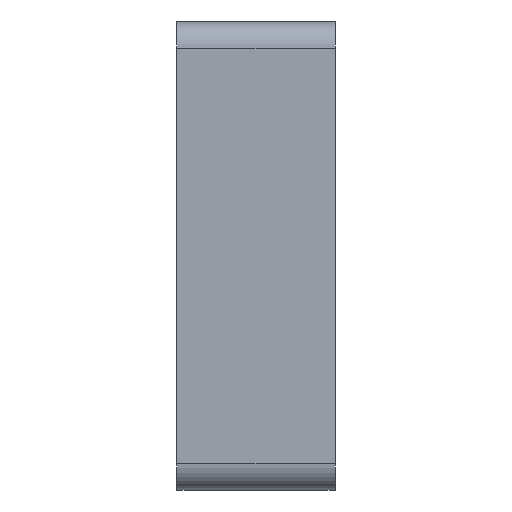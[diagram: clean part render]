
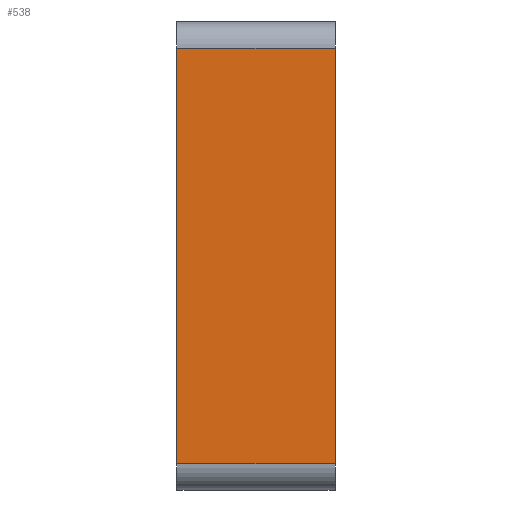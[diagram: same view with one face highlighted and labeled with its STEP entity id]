
A CAD part, front view. The second image highlights one B-rep face of the part: STEP entity #538.
In plain terms, the highlighted planar face has unit normal (0, -1, 0).
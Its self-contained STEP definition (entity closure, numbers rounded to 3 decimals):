
#47=LINE('',#853,#95);
#54=LINE('',#873,#102);
#57=LINE('',#880,#105);
#59=LINE('',#883,#107);
#95=VECTOR('',#692,76.2);
#102=VECTOR('',#717,200.025);
#105=VECTOR('',#724,200.025);
#107=VECTOR('',#728,76.2);
#129=PLANE('',#593);
#179=FACE_OUTER_BOUND('',#225,.T.);
#225=EDGE_LOOP('',(#479,#480,#481,#482));
#288=VERTEX_POINT('',#850);
#289=VERTEX_POINT('',#852);
#293=VERTEX_POINT('',#871);
#295=VERTEX_POINT('',#879);
#342=EDGE_CURVE('',#289,#288,#47,.T.);
#352=EDGE_CURVE('',#293,#288,#54,.T.);
#355=EDGE_CURVE('',#289,#295,#57,.T.);
#357=EDGE_CURVE('',#293,#295,#59,.T.);
#479=ORIENTED_EDGE('',*,*,#342,.T.);
#480=ORIENTED_EDGE('',*,*,#352,.F.);
#481=ORIENTED_EDGE('',*,*,#357,.T.);
#482=ORIENTED_EDGE('',*,*,#355,.F.);
#538=ADVANCED_FACE('',(#179),#129,.T.);
#593=AXIS2_PLACEMENT_3D('',#890,#741,#742);
#692=DIRECTION('',(1.,0.,0.));
#717=DIRECTION('',(0.,0.,-1.));
#724=DIRECTION('',(0.,0.,1.));
#728=DIRECTION('',(-1.,0.,0.));
#741=DIRECTION('center_axis',(0.,-1.,0.));
#742=DIRECTION('ref_axis',(1.,0.,0.));
#850=CARTESIAN_POINT('',(76.2,0.,-206.375));
#852=CARTESIAN_POINT('',(0.,0.,-206.375));
#853=CARTESIAN_POINT('',(19.05,0.,-206.375));
#871=CARTESIAN_POINT('',(76.2,0.,-6.35));
#873=CARTESIAN_POINT('',(76.2,0.,-6.35));
#879=CARTESIAN_POINT('',(0.,0.,
-6.35));
#880=CARTESIAN_POINT('',(0.,0.,22.377));
#883=CARTESIAN_POINT('',(38.1,0.,-6.35));
#890=CARTESIAN_POINT('Origin',(38.1,0.,-105.531));
